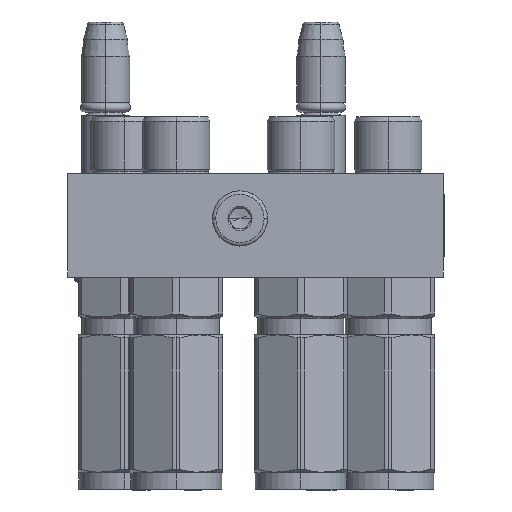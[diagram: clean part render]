
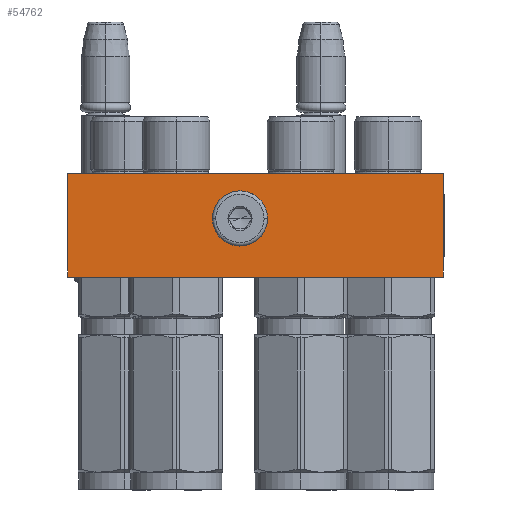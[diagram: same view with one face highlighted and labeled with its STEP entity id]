
A CAD part, front view. The second image highlights one B-rep face of the part: STEP entity #54762.
In plain terms, the highlighted face is planar.
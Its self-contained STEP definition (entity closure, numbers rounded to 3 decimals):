
#1259 = DIRECTION ( 'NONE',  ( 0., 1., 0. ) ) ;
#1870 = CARTESIAN_POINT ( 'NONE',  ( -5.185, 7.78, -50. ) ) ;
#2102 = CARTESIAN_POINT ( 'NONE',  ( -7.707, 8.825, -50. ) ) ;
#4087 = VECTOR ( 'NONE', #63686, 1000. ) ;
#4704 = B_SPLINE_CURVE_WITH_KNOTS ( 'NONE', 3,
 ( #29308, #57483, #12844, #40043, #51654, #18381, #12369, #6781, #45576, #7716, #8173, #46984, #46756, #69627 ),
 .UNSPECIFIED., .F., .F.,
 ( 4, 2, 2, 2, 2, 2, 4 ),
 ( 0.5, 0.625, 0.75, 0.875, 0.906, 0.938, 1. ),
 .UNSPECIFIED. ) ;
#4843 = CARTESIAN_POINT ( 'NONE',  ( -1.87, 17.56, -50. ) ) ;
#5092 = CARTESIAN_POINT ( 'NONE',  ( -9.686, 13.685, -50. ) ) ;
#6762 = ORIENTED_EDGE ( 'NONE', *, *, #67369, .T. ) ;
#6781 = CARTESIAN_POINT ( 'NONE',  ( 0.388, 11.16, -50. ) ) ;
#7481 = CARTESIAN_POINT ( 'NONE',  ( -9.653, 12.15, -50. ) ) ;
#7716 = CARTESIAN_POINT ( 'NONE',  ( 0.545, 11.647, -50. ) ) ;
#8173 = CARTESIAN_POINT ( 'NONE',  ( 0.586, 11.815, -50. ) ) ;
#8207 = CARTESIAN_POINT ( 'NONE',  ( 0.72, 13., -50. ) ) ;
#8348 = CARTESIAN_POINT ( 'NONE',  ( 54.5, 0., -50. ) ) ;
#10645 = CARTESIAN_POINT ( 'NONE',  ( -5.185, 18.22, -50. ) ) ;
#10900 = CARTESIAN_POINT ( 'NONE',  ( -9.061, 15.629, -50. ) ) ;
#12130 = CARTESIAN_POINT ( 'NONE',  ( 54.5, 0., -50. ) ) ;
#12369 = CARTESIAN_POINT ( 'NONE',  ( 0.061, 10.371, -50. ) ) ;
#12837 = CARTESIAN_POINT ( 'NONE',  ( -9.711, 12.656, -50. ) ) ;
#12844 = CARTESIAN_POINT ( 'NONE',  ( -3.135, 7.916, -50. ) ) ;
#13015 = AXIS2_PLACEMENT_3D ( 'NONE', #31970, #70871, #43124 ) ;
#13678 = FACE_BOUND ( 'NONE', #65858, .T. ) ;
#15387 = CARTESIAN_POINT ( 'NONE',  ( 54.5, 0., -50. ) ) ;
#16014 = CARTESIAN_POINT ( 'NONE',  ( 0.72, 13.173, -50. ) ) ;
#16260 = CARTESIAN_POINT ( 'NONE',  ( -3.135, 18.085, -50. ) ) ;
#17943 = CARTESIAN_POINT ( 'NONE',  ( 0.678, 13.683, -50. ) ) ;
#18381 = CARTESIAN_POINT ( 'NONE',  ( -0.325, 9.793, -50. ) ) ;
#19937 = EDGE_CURVE ( 'NONE', #50908, #66816, #35099, .T. ) ;
#21418 = EDGE_CURVE ( 'NONE', #50429, #38771, #4704, .T. ) ;
#21812 = CARTESIAN_POINT ( 'NONE',  ( 0.72, 13., -50. ) ) ;
#23908 = CARTESIAN_POINT ( 'NONE',  ( -9.553, 11.646, -50. ) ) ;
#24134 = CARTESIAN_POINT ( 'NONE',  ( -9.454, 11.319, -50. ) ) ;
#24216 = CARTESIAN_POINT ( 'NONE',  ( -54.5, 0., -50. ) ) ;
#25178 = VERTEX_POINT ( 'NONE', #12130 ) ;
#25469 = ORIENTED_EDGE ( 'NONE', *, *, #39540, .F. ) ;
#26643 = FACE_OUTER_BOUND ( 'NONE', #60103, .T. ) ;
#26901 = CARTESIAN_POINT ( 'NONE',  ( -7.13, 17.561, -50. ) ) ;
#27134 = CARTESIAN_POINT ( 'NONE',  ( -9.446, 14.679, -50. ) ) ;
#27378 = CARTESIAN_POINT ( 'NONE',  ( 0.553, 14.354, -50. ) ) ;
#27593 = EDGE_CURVE ( 'NONE', #25178, #50908, #60584, .T. ) ;
#27646 = B_SPLINE_CURVE_WITH_KNOTS ( 'NONE', 3,
 ( #62578, #29298, #12837, #57252, #7481, #23908, #24134, #62796, #46269, #2102, #68403, #35134, #1870, #29765 ),
 .UNSPECIFIED., .F., .F.,
 ( 4, 2, 2, 2, 2, 2, 4 ),
 ( 0., 0.031, 0.063, 0.125, 0.25, 0.375, 0.5 ),
 .UNSPECIFIED. ) ;
#28609 = CARTESIAN_POINT ( 'NONE',  ( 54.5, 30., -50. ) ) ;
#29298 = CARTESIAN_POINT ( 'NONE',  ( -9.72, 12.827, -50. ) ) ;
#29308 = CARTESIAN_POINT ( 'NONE',  ( -4.5, 7.78, -50. ) ) ;
#29765 = CARTESIAN_POINT ( 'NONE',  ( -4.5, 7.78, -50. ) ) ;
#31970 = CARTESIAN_POINT ( 'NONE',  ( 54.5, 0., -50. ) ) ;
#32539 = ORIENTED_EDGE ( 'NONE', *, *, #33362, .T. ) ;
#32766 = CARTESIAN_POINT ( 'NONE',  ( -8.675, 16.207, -50. ) ) ;
#32846 = ORIENTED_EDGE ( 'NONE', *, *, #21418, .T. ) ;
#33362 = EDGE_CURVE ( 'NONE', #45009, #50429, #27646, .T. ) ;
#33498 = ORIENTED_EDGE ( 'NONE', *, *, #27593, .T. ) ;
#35099 = LINE ( 'NONE', #24216, #66397 ) ;
#35134 = CARTESIAN_POINT ( 'NONE',  ( -5.865, 7.915, -50. ) ) ;
#35263 = ORIENTED_EDGE ( 'NONE', *, *, #50355, .F. ) ;
#37719 = CARTESIAN_POINT ( 'NONE',  ( -54.5, 30., -50. ) ) ;
#38132 = CARTESIAN_POINT ( 'NONE',  ( -7.707, 17.175, -50. ) ) ;
#38367 = CARTESIAN_POINT ( 'NONE',  ( -9.545, 14.353, -50. ) ) ;
#38771 = VERTEX_POINT ( 'NONE', #8207 ) ;
#39540 = EDGE_CURVE ( 'NONE', #54349, #66816, #54830, .T. ) ;
#39803 = DIRECTION ( 'NONE',  ( -1., 0., 0. ) ) ;
#40043 = CARTESIAN_POINT ( 'NONE',  ( -1.87, 8.439, -50. ) ) ;
#40072 = CARTESIAN_POINT ( 'NONE',  ( 0.711, 13.344, -50. ) ) ;
#43124 = DIRECTION ( 'NONE',  ( -1., 0., 0. ) ) ;
#43677 = CARTESIAN_POINT ( 'NONE',  ( -9.388, 14.84, -50. ) ) ;
#43919 = CARTESIAN_POINT ( 'NONE',  ( -9.719, 13.346, -50. ) ) ;
#44154 = CARTESIAN_POINT ( 'NONE',  ( 0.653, 13.85, -50. ) ) ;
#45009 = VERTEX_POINT ( 'NONE', #48264 ) ;
#45576 = CARTESIAN_POINT ( 'NONE',  ( 0.446, 11.321, -50. ) ) ;
#46269 = CARTESIAN_POINT ( 'NONE',  ( -8.675, 9.793, -50. ) ) ;
#46756 = CARTESIAN_POINT ( 'NONE',  ( 0.719, 12.654, -50. ) ) ;
#46984 = CARTESIAN_POINT ( 'NONE',  ( 0.686, 12.315, -50. ) ) ;
#47139 = B_SPLINE_CURVE_WITH_KNOTS ( 'NONE', 3,
 ( #21812, #16014, #40072, #17943, #44154, #27378, #56813, #66053, #60183, #71633, #4843, #16260, #71402, #10645, #60438, #26901, #38132, #32766, #10900, #43677, #27134, #38367, #49754, #5092, #43919, #55093 ),
 .UNSPECIFIED., .F., .F.,
 ( 4, 2, 2, 2, 2, 2, 2, 2, 2, 2, 2, 2, 4 ),
 ( 0., 0.031, 0.062, 0.125, 0.25, 0.375, 0.5, 0.625, 0.75, 0.875, 0.906, 0.937, 1. ),
 .UNSPECIFIED. ) ;
#48264 = CARTESIAN_POINT ( 'NONE',  ( -9.72, 13., -50. ) ) ;
#49192 = ORIENTED_EDGE ( 'NONE', *, *, #19937, .T. ) ;
#49544 = CARTESIAN_POINT ( 'NONE',  ( 54.5, 30., -50. ) ) ;
#49551 = VECTOR ( 'NONE', #55895, 1000. ) ;
#49754 = CARTESIAN_POINT ( 'NONE',  ( -9.586, 14.185, -50. ) ) ;
#50080 = CARTESIAN_POINT ( 'NONE',  ( -4.5, 7.78, -50. ) ) ;
#50355 = EDGE_CURVE ( 'NONE', #25178, #54349, #53858, .T. ) ;
#50429 = VERTEX_POINT ( 'NONE', #50080 ) ;
#50908 = VERTEX_POINT ( 'NONE', #72092 ) ;
#51654 = CARTESIAN_POINT ( 'NONE',  ( -1.293, 8.825, -50. ) ) ;
#53858 = LINE ( 'NONE', #15387, #49551 ) ;
#53982 = VECTOR ( 'NONE', #39803, 1000. ) ;
#54349 = VERTEX_POINT ( 'NONE', #49544 ) ;
#54762 = ADVANCED_FACE ( 'NONE', ( #13678, #26643 ), #65248, .T. ) ;
#54830 = LINE ( 'NONE', #28609, #53982 ) ;
#55093 = CARTESIAN_POINT ( 'NONE',  ( -9.72, 13., -50. ) ) ;
#55895 = DIRECTION ( 'NONE',  ( 0., 1., 0. ) ) ;
#56813 = CARTESIAN_POINT ( 'NONE',  ( 0.454, 14.681, -50. ) ) ;
#57252 = CARTESIAN_POINT ( 'NONE',  ( -9.678, 12.317, -50. ) ) ;
#57483 = CARTESIAN_POINT ( 'NONE',  ( -3.815, 7.78, -50. ) ) ;
#60103 = EDGE_LOOP ( 'NONE', ( #49192, #25469, #35263, #33498 ) ) ;
#60183 = CARTESIAN_POINT ( 'NONE',  ( -0.325, 16.207, -50. ) ) ;
#60438 = CARTESIAN_POINT ( 'NONE',  ( -5.865, 18.084, -50. ) ) ;
#60584 = LINE ( 'NONE', #8348, #4087 ) ;
#62578 = CARTESIAN_POINT ( 'NONE',  ( -9.72, 13., -50. ) ) ;
#62796 = CARTESIAN_POINT ( 'NONE',  ( -9.061, 10.37, -50. ) ) ;
#63686 = DIRECTION ( 'NONE',  ( -1., 0., 0. ) ) ;
#65248 = PLANE ( 'NONE',  #13015 ) ;
#65858 = EDGE_LOOP ( 'NONE', ( #32539, #32846, #6762 ) ) ;
#66053 = CARTESIAN_POINT ( 'NONE',  ( 0.061, 15.63, -50. ) ) ;
#66397 = VECTOR ( 'NONE', #1259, 1000. ) ;
#66816 = VERTEX_POINT ( 'NONE', #37719 ) ;
#67369 = EDGE_CURVE ( 'NONE', #38771, #45009, #47139, .T. ) ;
#68403 = CARTESIAN_POINT ( 'NONE',  ( -7.13, 8.44, -50. ) ) ;
#69627 = CARTESIAN_POINT ( 'NONE',  ( 0.72, 13., -50. ) ) ;
#70871 = DIRECTION ( 'NONE',  ( 0., 0., -1. ) ) ;
#71402 = CARTESIAN_POINT ( 'NONE',  ( -3.815, 18.22, -50. ) ) ;
#71633 = CARTESIAN_POINT ( 'NONE',  ( -1.293, 17.175, -50. ) ) ;
#72092 = CARTESIAN_POINT ( 'NONE',  ( -54.5, 0., -50. ) ) ;
